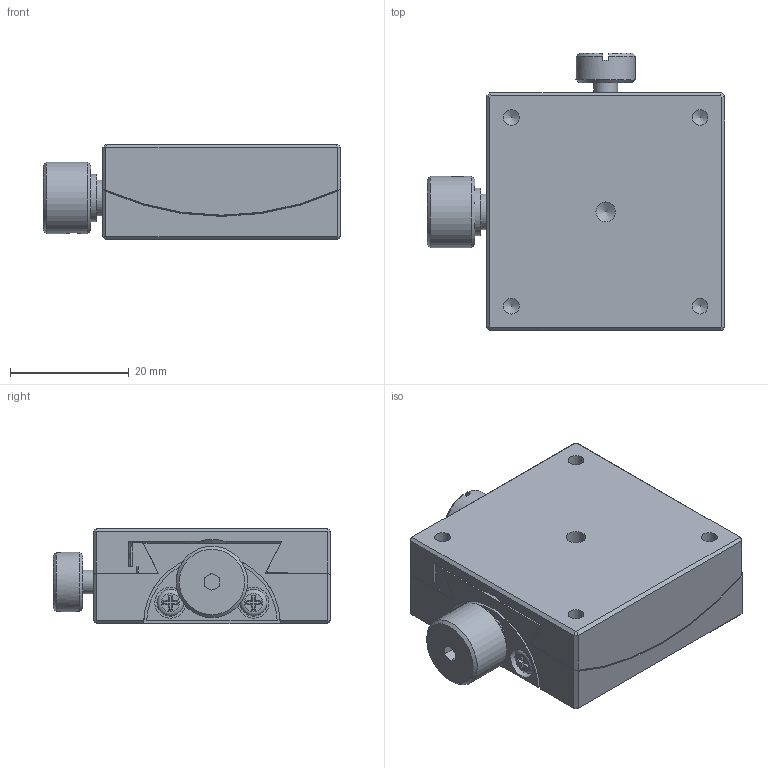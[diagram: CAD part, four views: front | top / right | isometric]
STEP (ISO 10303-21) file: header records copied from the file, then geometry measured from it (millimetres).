
FILE_DESCRIPTION((''),'2;1');
FILE_NAME('GOH40A35RUU-M02-13001-ST01.stp','2014-01-22T12:08:41',('k.otsuka'),(''),'Autodesk Inventor 2008','Autodesk Inventor 2008','');
FILE_SCHEMA(('AUTOMOTIVE_DESIGN { 1 0 10303 214 1 1 1 1 }'));
Length unit declared in the file: millimetre
Products named in the file (3): GOH40A35RUU-M02-13001-ST01; GOH40A35RUU-M02-13001-S02; GOH40A35RUU-M02-13001-S01
Assembly tree (2 placements, depth 2):
  GOH40A35RUU-M02-13001-ST01
    GOH40A35RUU-M02-13001-S02
    GOH40A35RUU-M02-13001-S01
Bounding box: 50 x 46.7 x 16 mm (x, y, z)
Volume: 25016.3 mm3; surface area: 14154.6 mm2
Topology: 2 solids, 14 shells, 353 faces, 840 edges, 553 vertices
Faces by surface type: plane 193, bspline 61, cylinder 47, cone 46, torus 6
Full cylindrical faces by diameter (mm): 1.5 x1, 2.6 x4, 3.5 x3, 3.6 x2, 4 x1, 4.5 x6, 5.5 x1, 6 x2, 8 x1, 10 x1, 12 x1
Entity records: 10816 total; most frequent: CARTESIAN_POINT 3364, DIRECTION 1476, ORIENTED_EDGE 1386, EDGE_CURVE 693, AXIS2_PLACEMENT_3D 559, EDGE_LOOP 525, VERTEX_POINT 504, VECTOR 358
